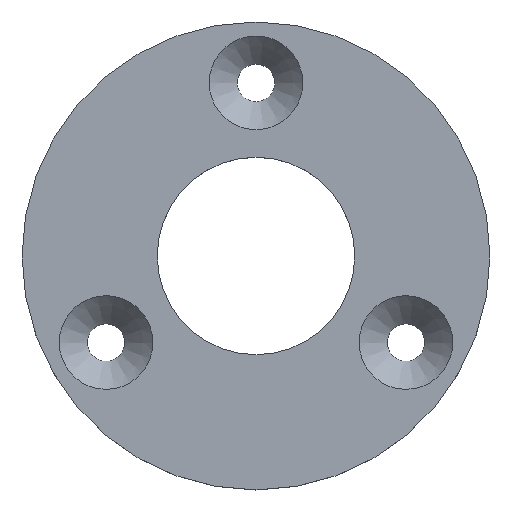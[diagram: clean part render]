
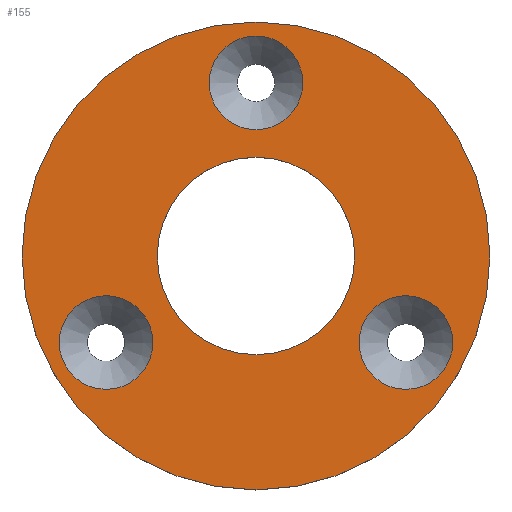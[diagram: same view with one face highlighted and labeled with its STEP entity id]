
A CAD part, top view. The second image highlights one B-rep face of the part: STEP entity #155.
In plain terms, the highlighted planar face has unit normal (0, 0, 1).
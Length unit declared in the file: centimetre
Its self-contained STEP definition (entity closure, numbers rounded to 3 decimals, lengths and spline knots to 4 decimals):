
#25=FACE_BOUND('',#52,.T.);
#26=FACE_BOUND('',#53,.T.);
#27=FACE_BOUND('',#54,.T.);
#28=FACE_BOUND('',#55,.T.);
#41=FACE_OUTER_BOUND('',#51,.T.);
#51=EDGE_LOOP('',(#116));
#52=EDGE_LOOP('',(#117));
#53=EDGE_LOOP('',(#118));
#54=EDGE_LOOP('',(#119));
#55=EDGE_LOOP('',(#120));
#77=CIRCLE('',#168,2.5);
#78=CIRCLE('',#169,1.055);
#79=CIRCLE('',#170,0.5);
#80=CIRCLE('',#171,0.5);
#81=CIRCLE('',#172,0.5);
#90=VERTEX_POINT('',#240);
#91=VERTEX_POINT('',#242);
#92=VERTEX_POINT('',#244);
#93=VERTEX_POINT('',#246);
#94=VERTEX_POINT('',#248);
#103=EDGE_CURVE('',#90,#90,#77,.T.);
#104=EDGE_CURVE('',#91,#91,#78,.T.);
#105=EDGE_CURVE('',#92,#92,#79,.F.);
#106=EDGE_CURVE('',#93,#93,#80,.F.);
#107=EDGE_CURVE('',#94,#94,#81,.F.);
#116=ORIENTED_EDGE('',*,*,#103,.T.);
#117=ORIENTED_EDGE('',*,*,#104,.F.);
#118=ORIENTED_EDGE('',*,*,#105,.T.);
#119=ORIENTED_EDGE('',*,*,#106,.T.);
#120=ORIENTED_EDGE('',*,*,#107,.T.);
#142=PLANE('',#167);
#155=ADVANCED_FACE('',(#41,#25,#26,#27,#28),#142,.T.);
#167=AXIS2_PLACEMENT_3D('',#239,#192,#193);
#168=AXIS2_PLACEMENT_3D('',#241,#194,#195);
#169=AXIS2_PLACEMENT_3D('',#243,#196,#197);
#170=AXIS2_PLACEMENT_3D('',#245,#198,#199);
#171=AXIS2_PLACEMENT_3D('',#247,#200,#201);
#172=AXIS2_PLACEMENT_3D('',#249,#202,#203);
#192=DIRECTION('center_axis',(0.,0.,1.));
#193=DIRECTION('ref_axis',(1.,0.,0.));
#194=DIRECTION('center_axis',(0.,0.,1.));
#195=DIRECTION('ref_axis',(1.,0.,0.));
#196=DIRECTION('center_axis',(0.,0.,1.));
#197=DIRECTION('ref_axis',(1.,0.,0.));
#198=DIRECTION('center_axis',(0.,0.,1.));
#199=DIRECTION('ref_axis',(1.,0.,0.));
#200=DIRECTION('center_axis',(0.,0.,1.));
#201=DIRECTION('ref_axis',(1.,0.,0.));
#202=DIRECTION('center_axis',(0.,0.,1.));
#203=DIRECTION('ref_axis',(1.,0.,0.));
#239=CARTESIAN_POINT('Origin',(0.,0.,0.5));
#240=CARTESIAN_POINT('',(2.5,0.,0.5));
#241=CARTESIAN_POINT('Origin',(0.,0.,0.5));
#242=CARTESIAN_POINT('',(1.055,0.,0.5));
#243=CARTESIAN_POINT('Origin',(0.,0.,0.5));
#244=CARTESIAN_POINT('',(-1.1021,-0.925,0.5));
#245=CARTESIAN_POINT('Origin',(-1.6021,-0.925,0.5));
#246=CARTESIAN_POINT('',(2.1021,-0.925,0.5));
#247=CARTESIAN_POINT('Origin',(1.6021,-0.925,0.5));
#248=CARTESIAN_POINT('',(0.5,1.85,0.5));
#249=CARTESIAN_POINT('Origin',(0.,1.85,0.5));
